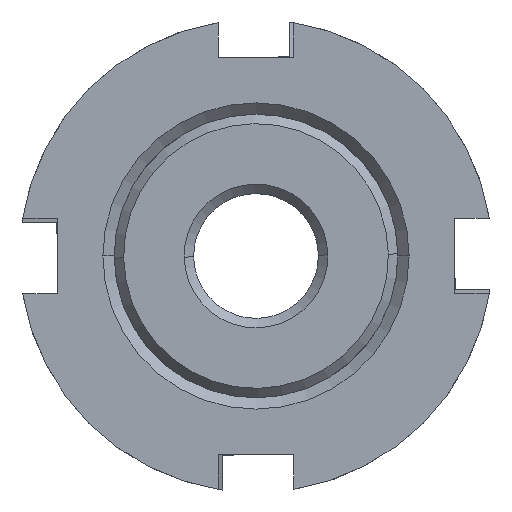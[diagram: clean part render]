
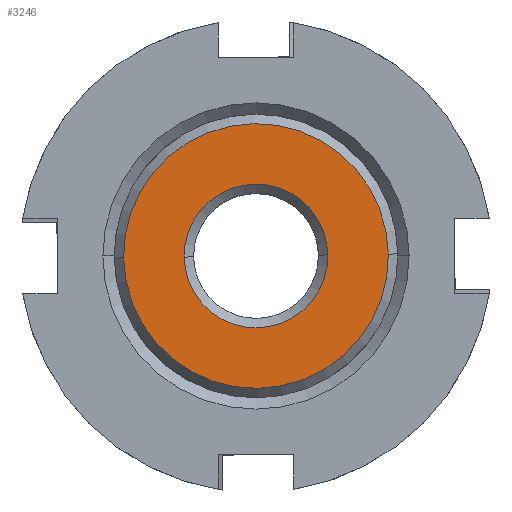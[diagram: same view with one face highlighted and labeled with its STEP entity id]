
A CAD part, front view. The second image highlights one B-rep face of the part: STEP entity #3246.
In plain terms, the highlighted planar face has unit normal (0, -1, 0).
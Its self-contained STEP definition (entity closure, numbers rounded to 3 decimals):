
#44 = DIRECTION ( 'NONE',  ( 0., 1., 0. ) ) ;
#66 = DIRECTION ( 'NONE',  ( 0., 1., 0. ) ) ;
#106 = EDGE_CURVE ( 'NONE', #438, #3118, #1385, .T. ) ;
#171 = CARTESIAN_POINT ( 'NONE',  ( 0., -9.566, 0. ) ) ;
#333 = ORIENTED_EDGE ( 'NONE', *, *, #2562, .F. ) ;
#338 = DIRECTION ( 'NONE',  ( -1., 0., 0. ) ) ;
#372 = FACE_OUTER_BOUND ( 'NONE', #420, .T. ) ;
#420 = EDGE_LOOP ( 'NONE', ( #2783, #333 ) ) ;
#438 = VERTEX_POINT ( 'NONE', #3028 ) ;
#495 = AXIS2_PLACEMENT_3D ( 'NONE', #1535, #44, #338 ) ;
#689 = PLANE ( 'NONE',  #3290 ) ;
#827 = EDGE_CURVE ( 'NONE', #3116, #1855, #3550, .T. ) ;
#1017 = AXIS2_PLACEMENT_3D ( 'NONE', #3441, #1642, #3160 ) ;
#1068 = AXIS2_PLACEMENT_3D ( 'NONE', #2199, #66, #3101 ) ;
#1238 = ORIENTED_EDGE ( 'NONE', *, *, #827, .T. ) ;
#1273 = FACE_BOUND ( 'NONE', #3688, .T. ) ;
#1385 = CIRCLE ( 'NONE', #1017, 7. ) ;
#1402 = CARTESIAN_POINT ( 'NONE',  ( 7., -9.566, 0. ) ) ;
#1535 = CARTESIAN_POINT ( 'NONE',  ( 0., -9.566, 0. ) ) ;
#1635 = CARTESIAN_POINT ( 'NONE',  ( 3.3, -9.566, 0. ) ) ;
#1642 = DIRECTION ( 'NONE',  ( 0., 1., 0. ) ) ;
#1855 = VERTEX_POINT ( 'NONE', #2950 ) ;
#1938 = CIRCLE ( 'NONE', #3474, 7. ) ;
#2199 = CARTESIAN_POINT ( 'NONE',  ( 0., -9.566, 0. ) ) ;
#2562 = EDGE_CURVE ( 'NONE', #3118, #438, #1938, .T. ) ;
#2575 = DIRECTION ( 'NONE',  ( 0., 1., 0. ) ) ;
#2605 = ORIENTED_EDGE ( 'NONE', *, *, #3449, .T. ) ;
#2732 = CIRCLE ( 'NONE', #1068, 3.8 ) ;
#2783 = ORIENTED_EDGE ( 'NONE', *, *, #106, .F. ) ;
#2950 = CARTESIAN_POINT ( 'NONE',  ( -3.8, -9.566, 0. ) ) ;
#3028 = CARTESIAN_POINT ( 'NONE',  ( -7., -9.566, 0. ) ) ;
#3101 = DIRECTION ( 'NONE',  ( -1., 0., 0. ) ) ;
#3116 = VERTEX_POINT ( 'NONE', #3463 ) ;
#3118 = VERTEX_POINT ( 'NONE', #1402 ) ;
#3160 = DIRECTION ( 'NONE',  ( -1., 0., 0. ) ) ;
#3246 = ADVANCED_FACE ( 'NONE', ( #1273, #372 ), #689, .F. ) ;
#3290 = AXIS2_PLACEMENT_3D ( 'NONE', #1635, #3695, #3442 ) ;
#3441 = CARTESIAN_POINT ( 'NONE',  ( 0., -9.566, 0. ) ) ;
#3442 = DIRECTION ( 'NONE',  ( -1., 0., 0. ) ) ;
#3449 = EDGE_CURVE ( 'NONE', #1855, #3116, #2732, .T. ) ;
#3463 = CARTESIAN_POINT ( 'NONE',  ( 3.8, -9.566, 0. ) ) ;
#3474 = AXIS2_PLACEMENT_3D ( 'NONE', #171, #2575, #3766 ) ;
#3550 = CIRCLE ( 'NONE', #495, 3.8 ) ;
#3688 = EDGE_LOOP ( 'NONE', ( #1238, #2605 ) ) ;
#3695 = DIRECTION ( 'NONE',  ( 0., 1., 0. ) ) ;
#3766 = DIRECTION ( 'NONE',  ( -1., 0., 0. ) ) ;
